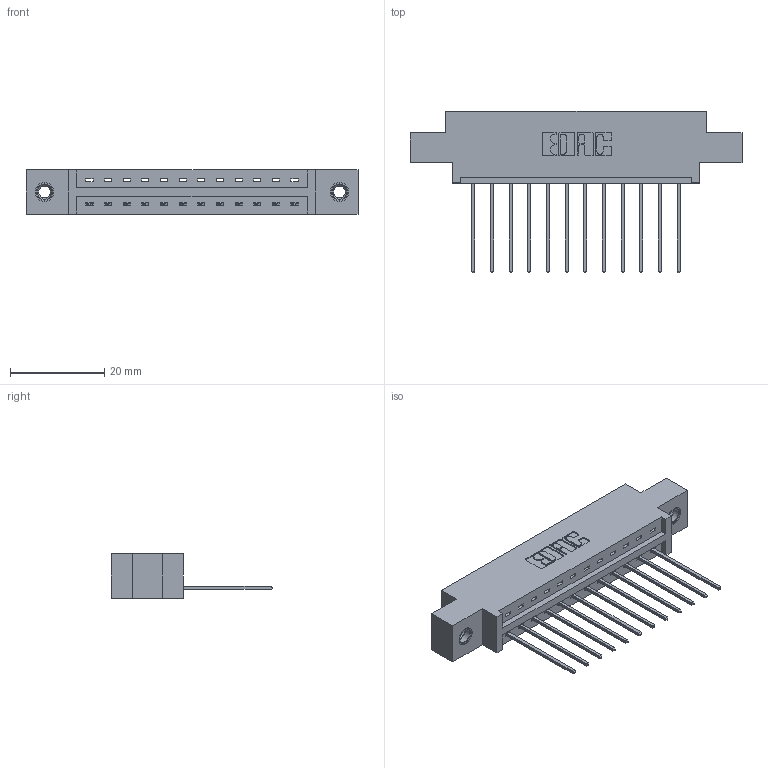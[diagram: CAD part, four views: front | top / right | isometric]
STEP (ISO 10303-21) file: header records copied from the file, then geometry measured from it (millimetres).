
FILE_DESCRIPTION (( 'STEP AP203' ), '1' );
FILE_NAME ('337-012-541-607.STEP', '2018-08-04T04:17:24', ( '' ), ( '' ), 'SwSTEP 2.0', 'SolidWorks 2016', '' );
FILE_SCHEMA (( 'CONFIG_CONTROL_DESIGN' ));
Length unit declared in the file: inch
Products named in the file (4): 345-250-001_345-250-005-103; 337-012-541-607; 337 Part_0.170 Offset - 0.156 Dia-TI; 345-292-001_345-293-141
Assembly tree (15 placements, depth 2):
  337-012-541-607
    337 Part_0.170 Offset - 0.156 Dia-TI
    345-292-001_345-293-141  x12
    345-250-001_345-250-005-103  x2
Bounding box: 70.56 x 34.3 x 9.4 mm (x, y, z)
Volume: 6866.8 mm3; surface area: 7310.4 mm2
Topology: 15 solids, 15 shells, 922 faces, 2715 edges, 1786 vertices
Faces by surface type: plane 658, cylinder 248, cone 12, torus 4
Entity records: 14136 total; most frequent: CARTESIAN_POINT 2441, ORIENTED_EDGE 2382, DIRECTION 2149, EDGE_CURVE 1191, LINE 1043, VECTOR 1043, VERTEX_POINT 788, AXIS2_PLACEMENT_3D 553
